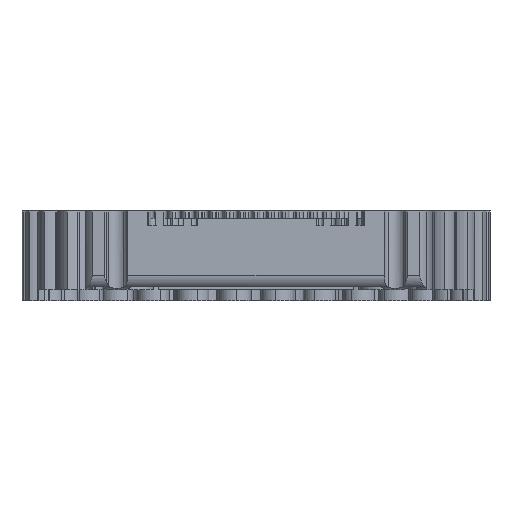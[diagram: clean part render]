
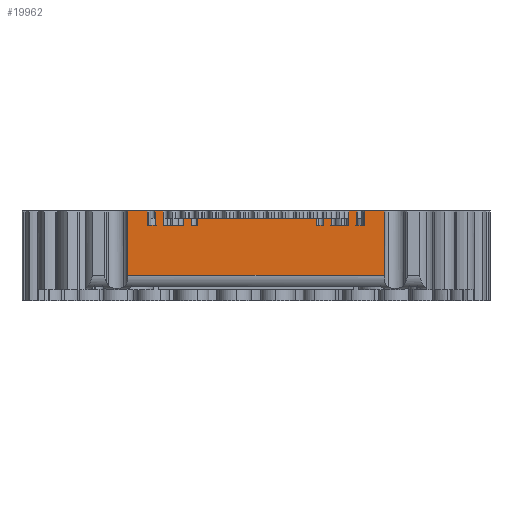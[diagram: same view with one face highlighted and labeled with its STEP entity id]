
A CAD part, left-side view. The second image highlights one B-rep face of the part: STEP entity #19962.
In plain terms, the highlighted planar face has unit normal (-1, 0, 0).
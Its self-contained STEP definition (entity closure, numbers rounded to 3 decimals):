
#1236=LINE('',#31676,#2701);
#1237=LINE('',#31682,#2702);
#1238=LINE('',#31690,#2703);
#1240=LINE('',#32627,#2705);
#1293=LINE('',#32987,#2758);
#1294=LINE('',#33847,#2759);
#1295=LINE('',#33855,#2760);
#1296=LINE('',#33919,#2761);
#1297=LINE('',#33927,#2762);
#1316=LINE('',#34050,#2781);
#1322=LINE('',#34061,#2787);
#1324=LINE('',#34065,#2789);
#1380=LINE('',#34186,#2845);
#1381=LINE('',#34190,#2846);
#1402=LINE('',#34239,#2867);
#1403=LINE('',#34241,#2868);
#1406=LINE('',#34246,#2871);
#1485=LINE('',#34425,#2950);
#1486=LINE('',#34427,#2951);
#1487=LINE('',#34428,#2952);
#1488=LINE('',#34429,#2953);
#1489=LINE('',#34431,#2954);
#1490=LINE('',#34433,#2955);
#1491=LINE('',#34434,#2956);
#1492=LINE('',#34435,#2957);
#1493=LINE('',#34437,#2958);
#1494=LINE('',#34439,#2959);
#1495=LINE('',#34440,#2960);
#2701=VECTOR('',#24577,10.);
#2702=VECTOR('',#24582,10.);
#2703=VECTOR('',#24589,10.);
#2705=VECTOR('',#25531,10.);
#2758=VECTOR('',#25838,10.);
#2759=VECTOR('',#26703,10.);
#2760=VECTOR('',#26710,10.);
#2761=VECTOR('',#26775,10.);
#2762=VECTOR('',#26782,10.);
#2781=VECTOR('',#26893,10.);
#2787=VECTOR('',#26907,10.);
#2789=VECTOR('',#26911,10.);
#2845=VECTOR('',#27063,10.);
#2846=VECTOR('',#27068,10.);
#2867=VECTOR('',#27143,10.);
#2868=VECTOR('',#27146,10.);
#2871=VECTOR('',#27153,10.);
#2950=VECTOR('',#27424,10.);
#2951=VECTOR('',#27425,10.);
#2952=VECTOR('',#27426,10.);
#2953=VECTOR('',#27427,10.);
#2954=VECTOR('',#27428,10.);
#2955=VECTOR('',#27429,10.);
#2956=VECTOR('',#27430,10.);
#2957=VECTOR('',#27431,10.);
#2958=VECTOR('',#27432,10.);
#2959=VECTOR('',#27433,10.);
#2960=VECTOR('',#27434,10.);
#4191=FACE_OUTER_BOUND('',#5313,.T.);
#5313=EDGE_LOOP('',(#15842,#15843,#15844,#15845,#15846,#15847,#15848,#15849,
#15850,#15851,#15852,#15853,#15854,#15855,#15856,#15857,#15858,#15859,#15860,
#15861,#15862,#15863,#15864,#15865,#15866,#15867,#15868,#15869));
#8269=VERTEX_POINT('',#31673);
#8270=VERTEX_POINT('',#31675);
#8272=VERTEX_POINT('',#31679);
#8273=VERTEX_POINT('',#31681);
#8276=VERTEX_POINT('',#31687);
#8277=VERTEX_POINT('',#31689);
#8741=VERTEX_POINT('',#32624);
#8742=VERTEX_POINT('',#32626);
#8921=VERTEX_POINT('',#32984);
#8922=VERTEX_POINT('',#32986);
#9348=VERTEX_POINT('',#33844);
#9349=VERTEX_POINT('',#33846);
#9352=VERTEX_POINT('',#33852);
#9353=VERTEX_POINT('',#33854);
#9383=VERTEX_POINT('',#33916);
#9384=VERTEX_POINT('',#33918);
#9387=VERTEX_POINT('',#33924);
#9388=VERTEX_POINT('',#33926);
#9420=VERTEX_POINT('',#34049);
#9422=VERTEX_POINT('',#34064);
#9439=VERTEX_POINT('',#34185);
#9440=VERTEX_POINT('',#34189);
#9445=VERTEX_POINT('',#34424);
#9446=VERTEX_POINT('',#34426);
#9447=VERTEX_POINT('',#34430);
#9448=VERTEX_POINT('',#34432);
#9449=VERTEX_POINT('',#34436);
#9450=VERTEX_POINT('',#34438);
#10503=EDGE_CURVE('',#8269,#8270,#1236,.T.);
#10506=EDGE_CURVE('',#8272,#8273,#1237,.T.);
#10510=EDGE_CURVE('',#8276,#8277,#1238,.T.);
#10980=EDGE_CURVE('',#8741,#8742,#1240,.T.);
#11160=EDGE_CURVE('',#8921,#8922,#1293,.T.);
#11590=EDGE_CURVE('',#9349,#9348,#1294,.T.);
#11594=EDGE_CURVE('',#9353,#9352,#1295,.T.);
#11626=EDGE_CURVE('',#9384,#9383,#1296,.T.);
#11630=EDGE_CURVE('',#9388,#9387,#1297,.T.);
#11679=EDGE_CURVE('',#9420,#8273,#1316,.T.);
#11686=EDGE_CURVE('',#9383,#8277,#1322,.T.);
#11688=EDGE_CURVE('',#9422,#8270,#1324,.T.);
#11760=EDGE_CURVE('',#9439,#9422,#1380,.T.);
#11762=EDGE_CURVE('',#9440,#9420,#1381,.T.);
#11785=EDGE_CURVE('',#8276,#9440,#1402,.T.);
#11786=EDGE_CURVE('',#8272,#9439,#1403,.T.);
#11789=EDGE_CURVE('',#8269,#9353,#1406,.T.);
#11870=EDGE_CURVE('',#9352,#9445,#1485,.T.);
#11871=EDGE_CURVE('',#9446,#9445,#1486,.T.);
#11872=EDGE_CURVE('',#9446,#9349,#1487,.T.);
#11873=EDGE_CURVE('',#9348,#8922,#1488,.T.);
#11874=EDGE_CURVE('',#9447,#8921,#1489,.T.);
#11875=EDGE_CURVE('',#9447,#9448,#1490,.T.);
#11876=EDGE_CURVE('',#8742,#9448,#1491,.T.);
#11877=EDGE_CURVE('',#8741,#9388,#1492,.T.);
#11878=EDGE_CURVE('',#9387,#9449,#1493,.T.);
#11879=EDGE_CURVE('',#9450,#9449,#1494,.T.);
#11880=EDGE_CURVE('',#9450,#9384,#1495,.T.);
#15842=ORIENTED_EDGE('',*,*,#11785,.T.);
#15843=ORIENTED_EDGE('',*,*,#11762,.T.);
#15844=ORIENTED_EDGE('',*,*,#11679,.T.);
#15845=ORIENTED_EDGE('',*,*,#10506,.F.);
#15846=ORIENTED_EDGE('',*,*,#11786,.T.);
#15847=ORIENTED_EDGE('',*,*,#11760,.T.);
#15848=ORIENTED_EDGE('',*,*,#11688,.T.);
#15849=ORIENTED_EDGE('',*,*,#10503,.F.);
#15850=ORIENTED_EDGE('',*,*,#11789,.T.);
#15851=ORIENTED_EDGE('',*,*,#11594,.T.);
#15852=ORIENTED_EDGE('',*,*,#11870,.T.);
#15853=ORIENTED_EDGE('',*,*,#11871,.F.);
#15854=ORIENTED_EDGE('',*,*,#11872,.T.);
#15855=ORIENTED_EDGE('',*,*,#11590,.T.);
#15856=ORIENTED_EDGE('',*,*,#11873,.T.);
#15857=ORIENTED_EDGE('',*,*,#11160,.F.);
#15858=ORIENTED_EDGE('',*,*,#11874,.F.);
#15859=ORIENTED_EDGE('',*,*,#11875,.T.);
#15860=ORIENTED_EDGE('',*,*,#11876,.F.);
#15861=ORIENTED_EDGE('',*,*,#10980,.F.);
#15862=ORIENTED_EDGE('',*,*,#11877,.T.);
#15863=ORIENTED_EDGE('',*,*,#11630,.T.);
#15864=ORIENTED_EDGE('',*,*,#11878,.T.);
#15865=ORIENTED_EDGE('',*,*,#11879,.F.);
#15866=ORIENTED_EDGE('',*,*,#11880,.T.);
#15867=ORIENTED_EDGE('',*,*,#11626,.T.);
#15868=ORIENTED_EDGE('',*,*,#11686,.T.);
#15869=ORIENTED_EDGE('',*,*,#10510,.F.);
#19504=PLANE('',#22397);
#19962=ADVANCED_FACE('',(#4191),#19504,.F.);
#22397=AXIS2_PLACEMENT_3D('',#34423,#27422,#27423);
#24577=DIRECTION('',(0.,-1.,0.));
#24582=DIRECTION('',(0.,-1.,0.));
#24589=DIRECTION('',(0.,-1.,0.));
#25531=DIRECTION('',(0.,-1.,0.));
#25838=DIRECTION('',(0.,-1.,0.));
#26703=DIRECTION('',(0.,1.,0.));
#26710=DIRECTION('',(0.,1.,0.));
#26775=DIRECTION('',(0.,1.,0.));
#26782=DIRECTION('',(0.,1.,0.));
#26893=DIRECTION('',(0.,0.,1.));
#26907=DIRECTION('',(0.,0.,1.));
#26911=DIRECTION('',(0.,0.,1.));
#27063=DIRECTION('',(0.,1.,0.));
#27068=DIRECTION('',(0.,1.,0.));
#27143=DIRECTION('',(0.,0.,-1.));
#27146=DIRECTION('',(0.,0.,-1.));
#27153=DIRECTION('',(0.,0.,-1.));
#27422=DIRECTION('center_axis',(1.,0.,0.));
#27423=DIRECTION('ref_axis',(0.,1.,0.));
#27424=DIRECTION('',(0.,0.,1.));
#27425=DIRECTION('',(0.,-1.,0.));
#27426=DIRECTION('',(0.,0.,-1.));
#27427=DIRECTION('',(0.,0.,1.));
#27428=DIRECTION('',(0.,0.,1.));
#27429=DIRECTION('',(0.,-1.,0.));
#27430=DIRECTION('',(0.,0.,-1.));
#27431=DIRECTION('',(0.,0.,-1.));
#27432=DIRECTION('',(0.,0.,1.));
#27433=DIRECTION('',(0.,-1.,0.));
#27434=DIRECTION('',(0.,0.,-1.));
#31673=CARTESIAN_POINT('',(-33.675,20.18,23.));
#31675=CARTESIAN_POINT('',(-33.675,17.864,23.));
#31676=CARTESIAN_POINT('',(-33.675,22.5,23.));
#31679=CARTESIAN_POINT('',(-33.675,16.295,23.));
#31681=CARTESIAN_POINT('',(-33.675,-16.763,23.));
#31682=CARTESIAN_POINT('',(-33.675,22.5,23.));
#31687=CARTESIAN_POINT('',(-33.675,-18.707,23.));
#31689=CARTESIAN_POINT('',(-33.675,-20.954,23.));
#31690=CARTESIAN_POINT('',(-33.675,22.5,23.));
#32624=CARTESIAN_POINT('',(-33.675,-30.185,25.));
#32626=CARTESIAN_POINT('',(-33.675,-35.623,25.));
#32627=CARTESIAN_POINT('',(-33.675,-37.5,25.));
#32984=CARTESIAN_POINT('',(-33.675,35.623,25.));
#32986=CARTESIAN_POINT('',(-33.675,30.185,25.));
#32987=CARTESIAN_POINT('',(-33.675,-37.5,25.));
#33844=CARTESIAN_POINT('',(-33.675,30.185,21.));
#33846=CARTESIAN_POINT('',(-33.675,27.975,21.));
#33847=CARTESIAN_POINT('',(-33.675,-10.849,21.));
#33852=CARTESIAN_POINT('',(-33.675,25.825,21.));
#33854=CARTESIAN_POINT('',(-33.675,20.18,21.));
#33855=CARTESIAN_POINT('',(-33.675,-10.849,21.));
#33916=CARTESIAN_POINT('',(-33.675,-20.954,21.));
#33918=CARTESIAN_POINT('',(-33.675,-25.825,21.));
#33919=CARTESIAN_POINT('',(-33.675,-55.487,21.));
#33924=CARTESIAN_POINT('',(-33.675,-27.975,21.));
#33926=CARTESIAN_POINT('',(-33.675,-30.185,21.));
#33927=CARTESIAN_POINT('',(-33.675,-10.849,21.));
#34049=CARTESIAN_POINT('',(-33.675,-16.763,21.));
#34050=CARTESIAN_POINT('',(-33.675,-16.763,21.));
#34061=CARTESIAN_POINT('',(-33.675,-20.954,21.));
#34064=CARTESIAN_POINT('',(-33.675,17.864,21.));
#34065=CARTESIAN_POINT('',(-33.675,17.864,21.));
#34185=CARTESIAN_POINT('',(-33.675,16.295,21.));
#34186=CARTESIAN_POINT('',(-33.675,-55.487,21.));
#34189=CARTESIAN_POINT('',(-33.675,-18.707,21.));
#34190=CARTESIAN_POINT('',(-33.675,-55.487,21.));
#34239=CARTESIAN_POINT('',(-33.675,-18.707,21.));
#34241=CARTESIAN_POINT('',(-33.675,16.295,21.));
#34246=CARTESIAN_POINT('',(-33.675,20.18,21.));
#34423=CARTESIAN_POINT('Origin',(-33.675,-75.,0.));
#34424=CARTESIAN_POINT('',(-33.675,25.825,25.));
#34425=CARTESIAN_POINT('',(-33.675,25.825,25.));
#34426=CARTESIAN_POINT('',(-33.675,27.975,25.));
#34427=CARTESIAN_POINT('',(-33.675,-37.5,25.));
#34428=CARTESIAN_POINT('',(-33.675,27.975,25.));
#34429=CARTESIAN_POINT('',(-33.675,30.185,25.));
#34430=CARTESIAN_POINT('',(-33.675,35.623,7.175));
#34431=CARTESIAN_POINT('',(-33.675,35.623,0.));
#34432=CARTESIAN_POINT('',(-33.675,-35.623,7.175));
#34433=CARTESIAN_POINT('',(-33.675,0.,7.175));
#34434=CARTESIAN_POINT('',(-33.675,-35.623,0.));
#34435=CARTESIAN_POINT('',(-33.675,-30.185,25.));
#34436=CARTESIAN_POINT('',(-33.675,-27.975,25.));
#34437=CARTESIAN_POINT('',(-33.675,-27.975,25.));
#34438=CARTESIAN_POINT('',(-33.675,-25.825,25.));
#34439=CARTESIAN_POINT('',(-33.675,-37.5,25.));
#34440=CARTESIAN_POINT('',(-33.675,-25.825,25.));
